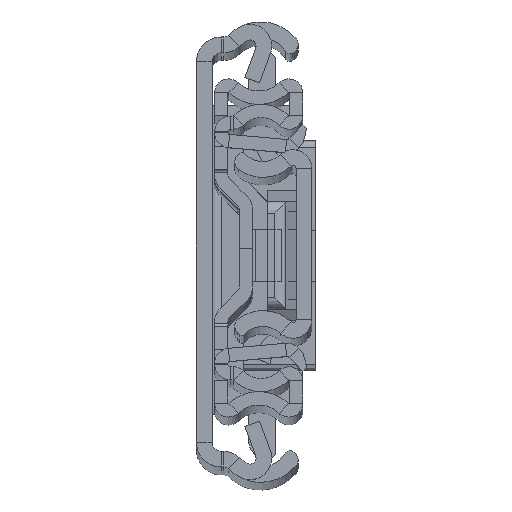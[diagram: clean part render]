
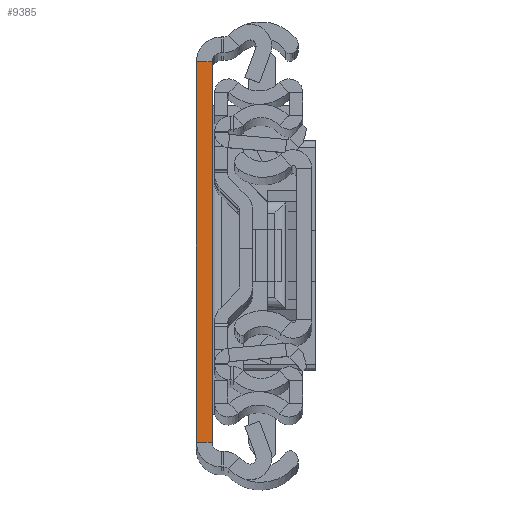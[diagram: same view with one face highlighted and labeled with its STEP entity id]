
A CAD part, top view. The second image highlights one B-rep face of the part: STEP entity #9385.
In plain terms, the highlighted planar face has unit normal (0, 0, 1).
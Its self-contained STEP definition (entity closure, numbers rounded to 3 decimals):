
#614 = CARTESIAN_POINT ( 'NONE',  ( 0., 31.5, 0. ) ) ;
#959 = ORIENTED_EDGE ( 'NONE', *, *, #17358, .T. ) ;
#1498 = LINE ( 'NONE', #4448, #15027 ) ;
#1801 = AXIS2_PLACEMENT_3D ( 'NONE', #14103, #15787, #4796 ) ;
#2915 = LINE ( 'NONE', #8348, #9704 ) ;
#3420 = LINE ( 'NONE', #16834, #8748 ) ;
#4448 = CARTESIAN_POINT ( 'NONE',  ( 2.6, 31.5, 0. ) ) ;
#4566 = EDGE_CURVE ( 'NONE', #17542, #6607, #3420, .T. ) ;
#4702 = PLANE ( 'NONE',  #1801 ) ;
#4796 = DIRECTION ( 'NONE',  ( 0., 1., 0. ) ) ;
#4958 = CARTESIAN_POINT ( 'NONE',  ( 2.6, -31.5, 0. ) ) ;
#5035 = CARTESIAN_POINT ( 'NONE',  ( 0., -31.5, 0. ) ) ;
#6282 = ORIENTED_EDGE ( 'NONE', *, *, #8056, .T. ) ;
#6607 = VERTEX_POINT ( 'NONE', #614 ) ;
#7216 = DIRECTION ( 'NONE',  ( 1., 0., 0. ) ) ;
#8056 = EDGE_CURVE ( 'NONE', #17542, #10117, #11724, .T. ) ;
#8348 = CARTESIAN_POINT ( 'NONE',  ( 2.6, -31.5, 0. ) ) ;
#8626 = ORIENTED_EDGE ( 'NONE', *, *, #13891, .F. ) ;
#8748 = VECTOR ( 'NONE', #14242, 1000. ) ;
#8889 = FACE_OUTER_BOUND ( 'NONE', #16860, .T. ) ;
#9385 = ADVANCED_FACE ( 'NONE', ( #8889 ), #4702, .F. ) ;
#9446 = VERTEX_POINT ( 'NONE', #12082 ) ;
#9704 = VECTOR ( 'NONE', #10942, 1000. ) ;
#10117 = VERTEX_POINT ( 'NONE', #16393 ) ;
#10942 = DIRECTION ( 'NONE',  ( 0., 1., 0. ) ) ;
#11042 = VECTOR ( 'NONE', #15690, 1000. ) ;
#11724 = LINE ( 'NONE', #4958, #11042 ) ;
#12082 = CARTESIAN_POINT ( 'NONE',  ( 2.6, 31.5, 0. ) ) ;
#13891 = EDGE_CURVE ( 'NONE', #6607, #9446, #1498, .T. ) ;
#14103 = CARTESIAN_POINT ( 'NONE',  ( 2.6, -31.5, 0. ) ) ;
#14242 = DIRECTION ( 'NONE',  ( 0., 1., 0. ) ) ;
#15027 = VECTOR ( 'NONE', #7216, 1000. ) ;
#15690 = DIRECTION ( 'NONE',  ( 1., 0., 0. ) ) ;
#15787 = DIRECTION ( 'NONE',  ( 0., 0., -1. ) ) ;
#16054 = ORIENTED_EDGE ( 'NONE', *, *, #4566, .F. ) ;
#16393 = CARTESIAN_POINT ( 'NONE',  ( 2.6, -31.5, 0. ) ) ;
#16834 = CARTESIAN_POINT ( 'NONE',  ( 0., -31.5, 0. ) ) ;
#16860 = EDGE_LOOP ( 'NONE', ( #8626, #16054, #6282, #959 ) ) ;
#17358 = EDGE_CURVE ( 'NONE', #10117, #9446, #2915, .T. ) ;
#17542 = VERTEX_POINT ( 'NONE', #5035 ) ;
